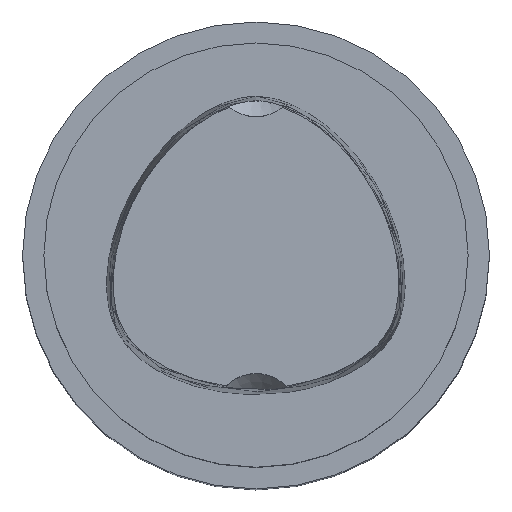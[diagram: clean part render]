
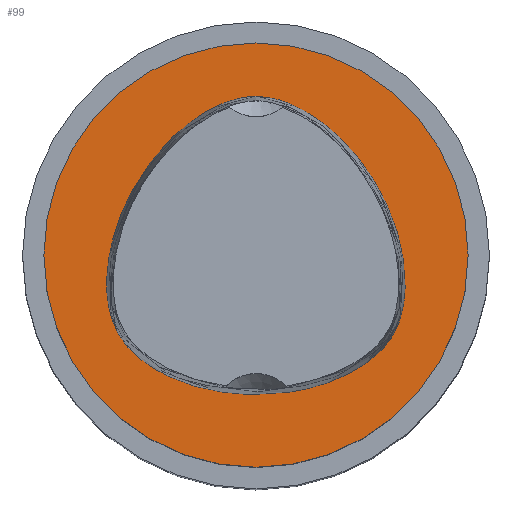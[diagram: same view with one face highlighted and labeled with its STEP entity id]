
A CAD part, top view. The second image highlights one B-rep face of the part: STEP entity #99.
In plain terms, the highlighted planar face has unit normal (0, 0, 1).
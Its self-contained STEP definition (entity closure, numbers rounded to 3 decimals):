
#85=EDGE_CURVE('240[2]',#172,#172,#193,.T.);
#99=ADVANCED_FACE('240[2]',(#211,#212),#213,.T.);
#126=EDGE_CURVE('240[2]',#249,#249,#250,.T.);
#172=VERTEX_POINT('',#330);
#193=B_SPLINE_CURVE_WITH_KNOTS('',3,(#379,#380,#381,#382,#383,#384,#385,#386,#387,#388,#389,#390,#391,#392,#393,#394,#395,#396,#397,#398,#399,#400,#401,#402,#403,#404,#405,#406,#407,#408,#409,#410,#411,#412,#413,#414,#415,#416,#417,#418,#419,#420,#421,#422,#423,#424,#425,#426,#427,#428),.UNSPECIFIED.,.T.,.F.,(4,2,2,2,2,2,2,2,2,2,2,2,2,2,2,2,2,2,2,2,2,2,2,2,4),(0.0,10.573,15.48,17.942,19.829,22.281,24.781,27.037,28.014,28.819,29.843,30.934,31.673,32.141,33.291,33.736,34.269,34.957,35.613,36.174,36.854,37.682,38.191,38.626,39.537),.UNSPECIFIED.);
#211=FACE_BOUND('',#1432,.T.);
#212=FACE_OUTER_BOUND('',#1433,.T.);
#213=PLANE('',#1434);
#249=VERTEX_POINT('',#1512);
#250=CIRCLE('',#1513,24.99);
#330=CARTESIAN_POINT('',(0.001,18.694,0.0));
#379=CARTESIAN_POINT('',(-13.909,8.803,0.0));
#380=CARTESIAN_POINT('',(-12.072,11.81,0.));
#381=CARTESIAN_POINT('',(-9.843,14.131,0.));
#382=CARTESIAN_POINT('',(-6.472,16.593,0.));
#383=CARTESIAN_POINT('',(-4.888,17.605,0.));
#384=CARTESIAN_POINT('',(-2.138,18.483,0.));
#385=CARTESIAN_POINT('',(-0.77,18.787,0.));
#386=CARTESIAN_POINT('',(1.824,18.573,0.));
#387=CARTESIAN_POINT('',(2.923,18.261,0.));
#388=CARTESIAN_POINT('',(5.187,17.353,0.));
#389=CARTESIAN_POINT('',(6.786,16.493,0.));
#390=CARTESIAN_POINT('',(10.302,13.593,0.));
#391=CARTESIAN_POINT('',(12.34,11.451,0.));
#392=CARTESIAN_POINT('',(15.661,5.856,0.));
#393=CARTESIAN_POINT('',(16.894,2.718,0.));
#394=CARTESIAN_POINT('',(17.577,-2.023,0.));
#395=CARTESIAN_POINT('',(17.719,-3.988,0.));
#396=CARTESIAN_POINT('',(17.044,-7.733,0.));
#397=CARTESIAN_POINT('',(16.524,-8.83,0.));
#398=CARTESIAN_POINT('',(15.285,-10.766,0.));
#399=CARTESIAN_POINT('',(14.438,-11.601,0.));
#400=CARTESIAN_POINT('',(12.573,-13.065,0.));
#401=CARTESIAN_POINT('',(11.063,-14.051,0.));
#402=CARTESIAN_POINT('',(7.23,-15.495,0.));
#403=CARTESIAN_POINT('',(5.767,-15.86,0.));
#404=CARTESIAN_POINT('',(3.667,-16.19,0.));
#405=CARTESIAN_POINT('',(2.925,-16.258,0.));
#406=CARTESIAN_POINT('',(0.351,-16.494,0.));
#407=CARTESIAN_POINT('',(-0.366,-16.492,0.));
#408=CARTESIAN_POINT('',(-2.635,-16.288,0.));
#409=CARTESIAN_POINT('',(-3.34,-16.216,0.));
#410=CARTESIAN_POINT('',(-4.42,-16.076,0.));
#411=CARTESIAN_POINT('',(-5.819,-15.878,0.));
#412=CARTESIAN_POINT('',(-9.946,-14.6,0.));
#413=CARTESIAN_POINT('',(-11.759,-13.642,0.));
#414=CARTESIAN_POINT('',(-14.601,-11.51,0.));
#415=CARTESIAN_POINT('',(-15.444,-10.519,0.));
#416=CARTESIAN_POINT('',(-16.547,-8.746,0.));
#417=CARTESIAN_POINT('',(-17.032,-7.685,0.));
#418=CARTESIAN_POINT('',(-17.687,-4.345,0.));
#419=CARTESIAN_POINT('',(-17.626,-2.617,0.));
#420=CARTESIAN_POINT('',(-17.222,0.688,0.));
#421=CARTESIAN_POINT('',(-16.782,2.423,0.));
#422=CARTESIAN_POINT('',(-15.851,5.014,0.));
#423=CARTESIAN_POINT('',(-15.503,5.801,0.));
#424=CARTESIAN_POINT('',(-14.903,7.046,0.));
#425=CARTESIAN_POINT('',(-14.72,7.384,0.));
#426=CARTESIAN_POINT('',(-14.265,8.22,0.));
#427=CARTESIAN_POINT('',(-14.068,8.544,0.));
#428=CARTESIAN_POINT('',(-13.909,8.803,0.0));
#1432=EDGE_LOOP('',(#1588));
#1433=EDGE_LOOP('',(#1589));
#1434=AXIS2_PLACEMENT_3D('',#1590,#1591,#1592);
#1512=CARTESIAN_POINT('',(0.,24.99,0.));
#1513=AXIS2_PLACEMENT_3D('',#1638,#1639,#1640);
#1588=ORIENTED_EDGE('',*,*,#85,.T.);
#1589=ORIENTED_EDGE('',*,*,#126,.T.);
#1590=CARTESIAN_POINT('',(0.,12.495,0.));
#1591=DIRECTION('',(0.,0.,1.0));
#1592=DIRECTION('',(1.0,0.,0.0));
#1638=CARTESIAN_POINT('',(0.0,0.0,0.0));
#1639=DIRECTION('',(0.,0.,1.0));
#1640=DIRECTION('',(0.,1.0,0.));
